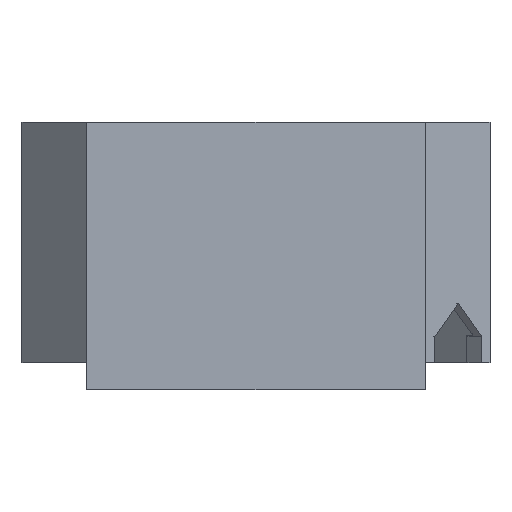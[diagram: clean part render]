
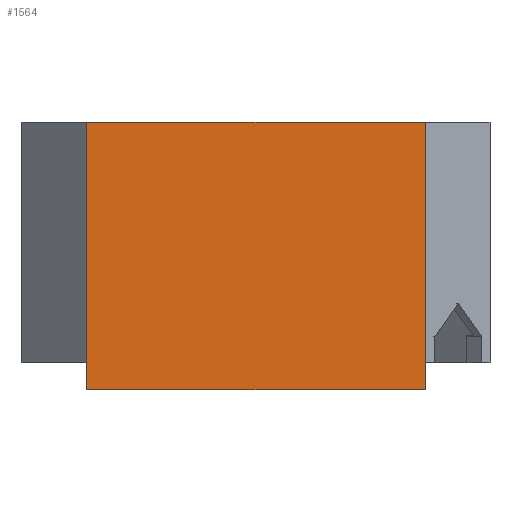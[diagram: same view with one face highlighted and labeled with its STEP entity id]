
A CAD part, front view. The second image highlights one B-rep face of the part: STEP entity #1564.
In plain terms, the highlighted planar face has unit normal (0, -1, 0).
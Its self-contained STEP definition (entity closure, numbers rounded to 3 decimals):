
#158=FACE_OUTER_BOUND('',#246,.T.);
#246=EDGE_LOOP('',(#1365,#1366,#1367,#1368));
#359=LINE('',#2380,#531);
#378=LINE('',#2417,#550);
#413=LINE('',#2665,#585);
#414=LINE('',#2666,#586);
#531=VECTOR('',#1929,10.);
#550=VECTOR('',#1960,10.);
#585=VECTOR('',#2097,10.);
#586=VECTOR('',#2098,10.);
#688=VERTEX_POINT('',#2377);
#689=VERTEX_POINT('',#2379);
#701=VERTEX_POINT('',#2415);
#743=VERTEX_POINT('',#2664);
#871=EDGE_CURVE('',#688,#689,#359,.T.);
#890=EDGE_CURVE('',#701,#688,#378,.T.);
#959=EDGE_CURVE('',#743,#701,#413,.T.);
#960=EDGE_CURVE('',#689,#743,#414,.T.);
#1365=ORIENTED_EDGE('',*,*,#959,.F.);
#1366=ORIENTED_EDGE('',*,*,#960,.F.);
#1367=ORIENTED_EDGE('',*,*,#871,.F.);
#1368=ORIENTED_EDGE('',*,*,#890,.F.);
#1482=PLANE('',#1700);
#1564=ADVANCED_FACE('',(#158),#1482,.T.);
#1700=AXIS2_PLACEMENT_3D('',#2663,#2095,#2096);
#1929=DIRECTION('',(0.,0.,1.));
#1960=DIRECTION('',(-1.,0.,0.));
#2095=DIRECTION('center_axis',(0.,-1.,0.));
#2096=DIRECTION('ref_axis',(1.,0.,0.));
#2097=DIRECTION('',(0.,0.,-1.));
#2098=DIRECTION('',(1.,0.,0.));
#2377=CARTESIAN_POINT('',(31.5,-42.518,-2.));
#2379=CARTESIAN_POINT('',(31.5,-42.518,20.25));
#2380=CARTESIAN_POINT('',(31.5,-42.518,0.25));
#2415=CARTESIAN_POINT('',(59.6,-42.518,-2.));
#2417=CARTESIAN_POINT('',(59.85,-42.518,-2.));
#2663=CARTESIAN_POINT('Origin',(31.5,-42.518,0.25));
#2664=CARTESIAN_POINT('',(59.6,-42.518,20.25));
#2665=CARTESIAN_POINT('',(59.6,-42.518,0.25));
#2666=CARTESIAN_POINT('',(59.85,-42.518,20.25));
